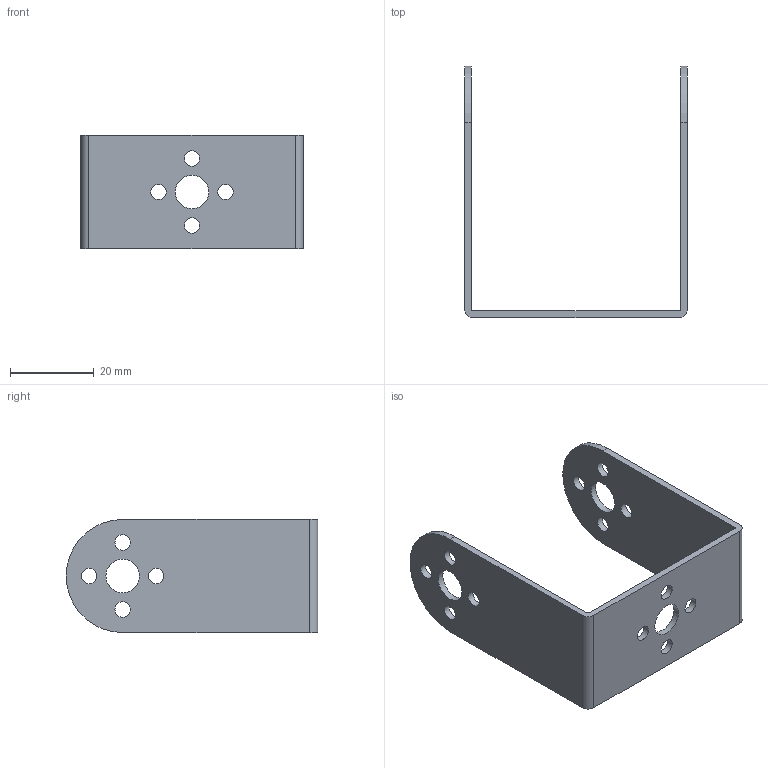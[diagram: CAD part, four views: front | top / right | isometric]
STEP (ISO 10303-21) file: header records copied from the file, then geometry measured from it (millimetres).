
FILE_DESCRIPTION(/* description */ (''),/* implementation_level */ '2;1');
FILE_NAME(/* name */ 'Tetrix_739063.ipt.stp',/* time_stamp */ '2014-12-18T17:45:56-08:00',/* author */ ('Autodesk Inc.'),/* organization */ ('Autodesk Inc.'),/* preprocessor_version */ 'ST-DEVELOPER v15.6',/* originating_system */ 'Autodesk Inventor 2015',/* authorisation */ '');
FILE_SCHEMA (('AUTOMOTIVE_DESIGN { 1 0 10303 214 3 1 1 }'));
Length unit declared in the file: millimetre
Products named in the file (1): Tetrix_739063
Bounding box: 53.2 x 60.1 x 27 mm (x, y, z)
Volume: 6610.1 mm3; surface area: 9197.1 mm2
Topology: 1 solids, 1 shells, 29 faces, 81 edges, 54 vertices
Faces by surface type: cylinder 21, plane 8
Full cylindrical faces by diameter (mm): 3.7 x12, 8 x3
Entity records: 1002 total; most frequent: DIRECTION 168, CARTESIAN_POINT 150, ORIENTED_EDGE 132, EDGE_LOOP 74, AXIS2_PLACEMENT_3D 72, EDGE_CURVE 66, VERTEX_POINT 54, FACE_BOUND 45
